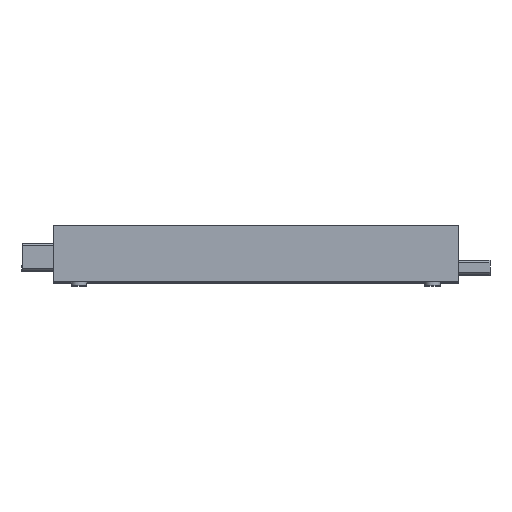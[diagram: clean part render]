
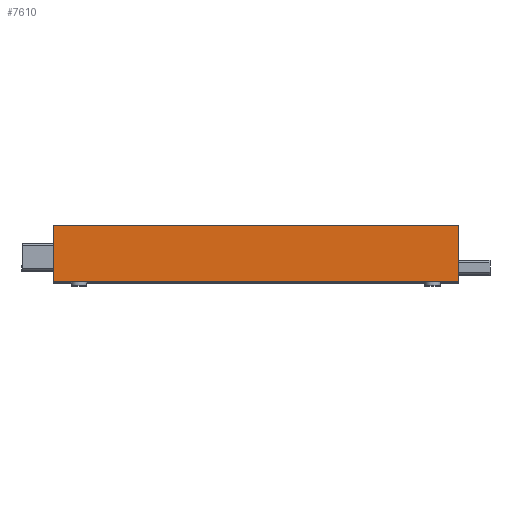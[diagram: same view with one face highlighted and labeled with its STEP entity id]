
A CAD part, top view. The second image highlights one B-rep face of the part: STEP entity #7610.
In plain terms, the highlighted planar face has unit normal (0, 0, 1).
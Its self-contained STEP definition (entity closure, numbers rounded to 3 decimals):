
#319=PLANE('',#8062);
#626=FACE_OUTER_BOUND('',#1015,.T.);
#1015=EDGE_LOOP('',(#6263,#6264,#6265,#6266));
#1599=LINE('',#10950,#2529);
#1651=LINE('',#11104,#2581);
#1772=LINE('',#12251,#2702);
#1842=LINE('',#12494,#2772);
#2529=VECTOR('',#8908,10.);
#2581=VECTOR('',#9008,10.);
#2702=VECTOR('',#9235,10.);
#2772=VECTOR('',#9357,10.);
#3480=VERTEX_POINT('',#10947);
#3481=VERTEX_POINT('',#10949);
#3539=VERTEX_POINT('',#11103);
#3671=VERTEX_POINT('',#12250);
#4338=EDGE_CURVE('',#3481,#3480,#1599,.T.);
#4408=EDGE_CURVE('',#3539,#3481,#1651,.T.);
#4578=EDGE_CURVE('',#3671,#3539,#1772,.T.);
#4662=EDGE_CURVE('',#3671,#3480,#1842,.T.);
#6263=ORIENTED_EDGE('',*,*,#4578,.T.);
#6264=ORIENTED_EDGE('',*,*,#4408,.T.);
#6265=ORIENTED_EDGE('',*,*,#4338,.T.);
#6266=ORIENTED_EDGE('',*,*,#4662,.F.);
#7610=ADVANCED_FACE('',(#626),#319,.T.);
#8062=AXIS2_PLACEMENT_3D('',#12493,#9355,#9356);
#8908=DIRECTION('',(-1.,0.,0.));
#9008=DIRECTION('',(0.,1.,0.));
#9235=DIRECTION('',(1.,0.,0.));
#9355=DIRECTION('center_axis',(0.,0.,
1.));
#9356=DIRECTION('ref_axis',(1.,0.,0.));
#9357=DIRECTION('',(0.,1.,0.));
#10947=CARTESIAN_POINT('',(0.,9.3,0.));
#10949=CARTESIAN_POINT('',(63.5,9.3,0.));
#10950=CARTESIAN_POINT('',(15.875,9.3,0.));
#11103=CARTESIAN_POINT('',(63.5,0.5,0.));
#11104=CARTESIAN_POINT('',(63.5,0.5,0.));
#12250=CARTESIAN_POINT('',(0.,0.5,0.));
#12251=CARTESIAN_POINT('',(18.543,0.5,0.));
#12493=CARTESIAN_POINT('Origin',(17.,1.5,0.));
#12494=CARTESIAN_POINT('',(0.,7.5,0.));
